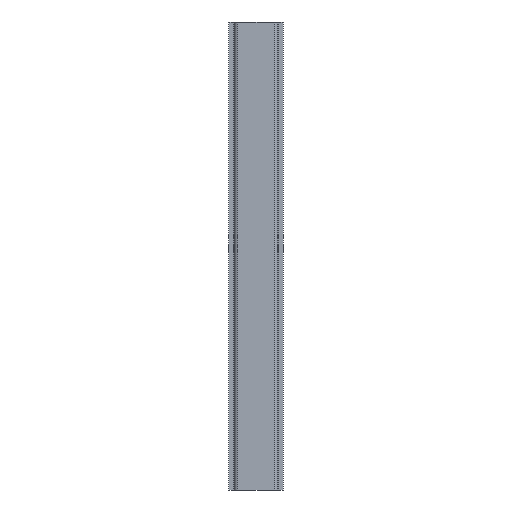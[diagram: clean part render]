
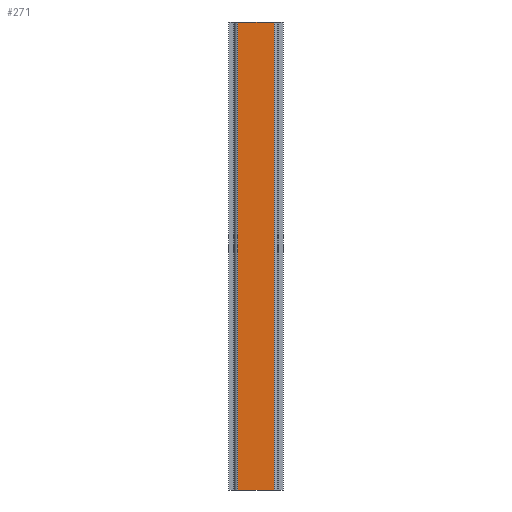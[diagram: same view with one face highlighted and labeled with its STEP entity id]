
A CAD part, left-side view. The second image highlights one B-rep face of the part: STEP entity #271.
In plain terms, the highlighted planar face has unit normal (-1, 0, 0).
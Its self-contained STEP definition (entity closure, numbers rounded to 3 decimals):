
#9 = CARTESIAN_POINT ( 'NONE',  ( 1384.826, 480.919, 300. ) ) ;
#11 = CARTESIAN_POINT ( 'NONE',  ( 1384.826, 457.319, 0. ) ) ;
#28 = EDGE_LOOP ( 'NONE', ( #528, #529, #540, #502 ) ) ;
#34 = CARTESIAN_POINT ( 'NONE',  ( 1384.826, 480.919, 0. ) ) ;
#58 = CARTESIAN_POINT ( 'NONE',  ( 1384.826, 457.319, 300. ) ) ;
#118 = VECTOR ( 'NONE', #614, 1000. ) ;
#138 = VECTOR ( 'NONE', #589, 1000. ) ;
#151 = VECTOR ( 'NONE', #687, 1000. ) ;
#169 = VECTOR ( 'NONE', #766, 1000. ) ;
#187 = VERTEX_POINT ( 'NONE', #34 ) ;
#188 = VERTEX_POINT ( 'NONE', #11 ) ;
#215 = VERTEX_POINT ( 'NONE', #58 ) ;
#263 = VERTEX_POINT ( 'NONE', #9 ) ;
#271 = ADVANCED_FACE ( 'NONE', ( #376 ), #369, .F. ) ;
#305 = EDGE_CURVE ( 'NONE', #263, #187, #619, .T. ) ;
#307 = EDGE_CURVE ( 'NONE', #187, #188, #592, .T. ) ;
#340 = EDGE_CURVE ( 'NONE', #188, #215, #683, .T. ) ;
#345 = EDGE_CURVE ( 'NONE', #263, #215, #777, .T. ) ;
#352 = AXIS2_PLACEMENT_3D ( 'NONE', #385, #400, #413 ) ;
#369 = PLANE ( 'NONE',  #352 ) ;
#376 = FACE_OUTER_BOUND ( 'NONE', #28, .T. ) ;
#385 = CARTESIAN_POINT ( 'NONE',  ( 1384.826, 441.136, 300. ) ) ;
#400 = DIRECTION ( 'NONE',  ( 1., 0., 0. ) ) ;
#413 = DIRECTION ( 'NONE',  ( 0., 0., -1. ) ) ;
#502 = ORIENTED_EDGE ( 'NONE', *, *, #340, .T. ) ;
#528 = ORIENTED_EDGE ( 'NONE', *, *, #345, .F. ) ;
#529 = ORIENTED_EDGE ( 'NONE', *, *, #305, .T. ) ;
#540 = ORIENTED_EDGE ( 'NONE', *, *, #307, .T. ) ;
#589 = DIRECTION ( 'NONE',  ( 0., -1., 0. ) ) ;
#592 = LINE ( 'NONE', #627, #138 ) ;
#614 = DIRECTION ( 'NONE',  ( 0., 0., -1. ) ) ;
#615 = CARTESIAN_POINT ( 'NONE',  ( 1384.826, 480.919, 300. ) ) ;
#619 = LINE ( 'NONE', #615, #118 ) ;
#627 = CARTESIAN_POINT ( 'NONE',  ( 1384.826, 441.136, 0. ) ) ;
#683 = LINE ( 'NONE', #684, #151 ) ;
#684 = CARTESIAN_POINT ( 'NONE',  ( 1384.826, 457.319, 300. ) ) ;
#687 = DIRECTION ( 'NONE',  ( 0., 0., 1. ) ) ;
#766 = DIRECTION ( 'NONE',  ( 0., -1., 0. ) ) ;
#776 = CARTESIAN_POINT ( 'NONE',  ( 1384.826, 441.136, 300. ) ) ;
#777 = LINE ( 'NONE', #776, #169 ) ;
